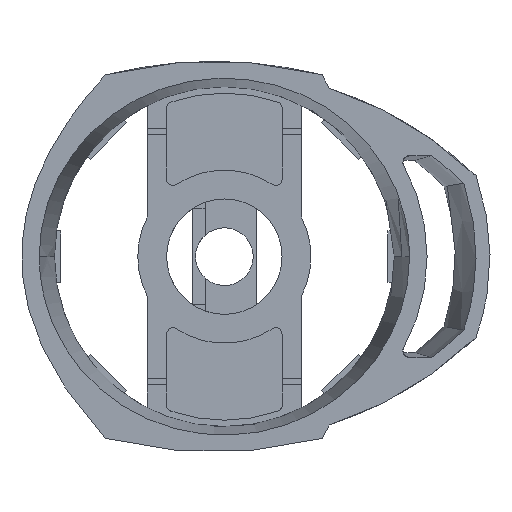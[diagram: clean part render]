
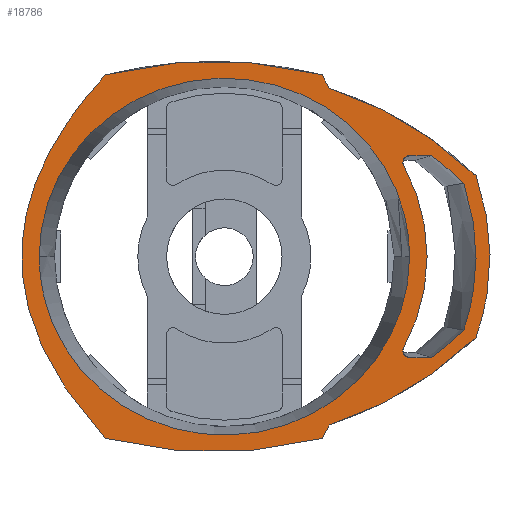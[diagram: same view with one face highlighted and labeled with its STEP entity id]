
A CAD part, left-side view. The second image highlights one B-rep face of the part: STEP entity #18786.
In plain terms, the highlighted planar face has unit normal (-1, 0, 0).
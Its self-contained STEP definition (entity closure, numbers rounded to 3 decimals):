
#1521=CARTESIAN_POINT(' ',(0.,18.53,-28.35));
#1526=CARTESIAN_POINT(' ',(0.,35.97,-9.45));
#1531=CARTESIAN_POINT(' ',(0.,35.97,9.45));
#1536=CARTESIAN_POINT(' ',(0.,18.53,28.35));
#1541=B_SPLINE_CURVE_WITH_KNOTS('',3,(#1521,#1526,#1531,#1536),.UNSPECIFIED.,.F.,.U.,(4,4),(0.,1.),.UNSPECIFIED.);
#1546=CARTESIAN_POINT(' ',(0.,18.53,-28.35));
#1547=VERTEX_POINT(' ',#1546);
#1551=CARTESIAN_POINT(' ',(0.,18.53,28.35));
#1552=VERTEX_POINT(' ',#1551);
#1556=EDGE_CURVE(' ',#1547,#1552,#1541,.T.);
#3526=CARTESIAN_POINT(' ',(0.,18.53,28.35));
#3531=CARTESIAN_POINT(' ',(0.,7.23,31.176));
#3536=CARTESIAN_POINT(' ',(0.,-4.033,31.176));
#3541=CARTESIAN_POINT(' ',(0.,-15.26,28.35));
#3546=B_SPLINE_CURVE_WITH_KNOTS('',3,(#3526,#3531,#3536,#3541),.UNSPECIFIED.,.F.,.U.,(4,4),(0.,1.),.UNSPECIFIED.);
#3551=CARTESIAN_POINT(' ',(0.,-15.26,28.35));
#3552=VERTEX_POINT(' ',#3551);
#3556=EDGE_CURVE(' ',#1552,#3552,#3546,.T.);
#4361=CARTESIAN_POINT(' ',(0.,-15.26,28.35));
#4366=DIRECTION(' ',(0.,-0.461,-0.888));
#4371=VECTOR(' ',#4366,1.);
#4376=LINE('',#4361,#4371);
#4381=CARTESIAN_POINT(' ',(0.,-16.35,26.25));
#4382=VERTEX_POINT(' ',#4381);
#4386=EDGE_CURVE(' ',#3552,#4382,#4376,.T.);
#8736=CARTESIAN_POINT(' ',(0.,-39.24,12.6));
#8737=VERTEX_POINT(' ',#8736);
#8761=CARTESIAN_POINT(' ',(0.,1.231,-29.249));
#8766=DIRECTION(' ',(1.,0.,0.));
#8771=DIRECTION(' ',(0.,-0.302,0.953));
#8776=AXIS2_PLACEMENT_3D(' ',#8761,#8766,#8771);
#8781=CIRCLE('',#8776,58.217);
#8786=EDGE_CURVE(' ',#4382,#8737,#8781,.T.);
#9536=CARTESIAN_POINT(' ',(0.,-39.24,-12.6));
#9537=VERTEX_POINT(' ',#9536);
#9561=CARTESIAN_POINT(' ',(0.,-39.24,12.6));
#9566=CARTESIAN_POINT(' ',(0.,-42.147,4.2));
#9571=CARTESIAN_POINT(' ',(0.,-42.147,-4.2));
#9576=CARTESIAN_POINT(' ',(0.,-39.24,-12.6));
#9581=B_SPLINE_CURVE_WITH_KNOTS('',3,(#9561,#9566,#9571,#9576),.UNSPECIFIED.,.F.,.U.,(4,4),(0.,1.),.UNSPECIFIED.);
#9586=EDGE_CURVE(' ',#8737,#9537,#9581,.T.);
#13861=CARTESIAN_POINT(' ',(0.,1.217,29.226));
#13866=DIRECTION(' ',(1.,0.,0.));
#13871=DIRECTION(' ',(0.,-0.695,-0.719));
#13876=AXIS2_PLACEMENT_3D(' ',#13861,#13866,#13871);
#13881=CIRCLE('',#13876,58.191);
#13886=CARTESIAN_POINT(' ',(0.,-16.35,-26.25));
#13887=VERTEX_POINT(' ',#13886);
#13891=EDGE_CURVE(' ',#9537,#13887,#13881,.T.);
#14706=CARTESIAN_POINT(' ',(0.,-15.26,-28.35));
#14707=VERTEX_POINT(' ',#14706);
#14731=CARTESIAN_POINT(' ',(0.,-16.35,-26.25));
#14736=DIRECTION(' ',(0.,0.461,-0.888));
#14741=VECTOR(' ',#14736,1.);
#14746=LINE('',#14731,#14741);
#14751=EDGE_CURVE(' ',#13887,#14707,#14746,.T.);
#16566=CARTESIAN_POINT(' ',(0.,-15.26,-28.35));
#16571=CARTESIAN_POINT(' ',(0.,-4.033,-31.176));
#16576=CARTESIAN_POINT(' ',(0.,7.23,-31.176));
#16581=CARTESIAN_POINT(' ',(0.,18.53,-28.35));
#16586=B_SPLINE_CURVE_WITH_KNOTS('',3,(#16566,#16571,#16576,#16581),.UNSPECIFIED.,.F.,.U.,(4,4),(0.,1.),.UNSPECIFIED.);
#16591=EDGE_CURVE(' ',#14707,#1547,#16586,.T.);
#18221=DIRECTION(' ',(-1.,0.,0.));
#18226=CARTESIAN_POINT(' ',(0.,31.884,-31.176));
#18231=DIRECTION(' ',(0.,-1.,0.));
#18236=AXIS2_PLACEMENT_3D(' ',#18226,#18221,#18231);
#18241=PLANE('',#18236);
#18246=ORIENTED_EDGE(' ',*,*,#9586,.F.);
#18251=ORIENTED_EDGE(' ',*,*,#8786,.F.);
#18256=ORIENTED_EDGE(' ',*,*,#4386,.F.);
#18261=ORIENTED_EDGE(' ',*,*,#3556,.F.);
#18266=ORIENTED_EDGE(' ',*,*,#1556,.F.);
#18271=ORIENTED_EDGE(' ',*,*,#16591,.F.);
#18276=ORIENTED_EDGE(' ',*,*,#14751,.F.);
#18281=ORIENTED_EDGE(' ',*,*,#13891,.F.);
#18286=EDGE_LOOP(' ',(#18246,#18251,#18256,#18261,#18266,#18271,#18276,#18281));
#18291=FACE_OUTER_BOUND(' ',#18286,.T.);
#18296=CARTESIAN_POINT(' ',(0.,-28.885,0.));
#18301=CARTESIAN_POINT(' ',(0.,-28.885,-7.033));
#18306=CARTESIAN_POINT(' ',(0.,-26.121,-13.792));
#18311=CARTESIAN_POINT(' ',(0.,-16.874,-23.388));
#18316=CARTESIAN_POINT(' ',(0.,-11.125,-26.391));
#18321=CARTESIAN_POINT(' ',(0.,1.333,-28.454));
#18326=CARTESIAN_POINT(' ',(0.,7.79,-27.478));
#18331=CARTESIAN_POINT(' ',(0.,18.994,-21.829));
#18336=CARTESIAN_POINT(' ',(0.,23.481,-17.29));
#18341=CARTESIAN_POINT(' ',(0.,27.927,-8.176));
#18346=CARTESIAN_POINT(' ',(0.,28.885,-4.078));
#18351=CARTESIAN_POINT(' ',(0.,28.885,0.));
#18356=B_SPLINE_CURVE_WITH_KNOTS('',3,(#18296,#18301,#18306,#18311,#18316,#18321,#18326,#18331,#18336,#18341,#18346,#18351),.UNSPECIFIED.,.F.,.U.,(4,2,2,2,2,4),(0.,0.239,0.446,0.654,0.861,1.),.UNSPECIFIED.);
#18361=CARTESIAN_POINT(' ',(0.,-28.885,0.));
#18362=VERTEX_POINT(' ',#18361);
#18366=CARTESIAN_POINT(' ',(0.,28.885,0.));
#18367=VERTEX_POINT(' ',#18366);
#18371=EDGE_CURVE(' ',#18362,#18367,#18356,.T.);
#18376=ORIENTED_EDGE(' ',*,*,#18371,.T.);
#18381=CARTESIAN_POINT(' ',(0.,28.885,0.));
#18386=CARTESIAN_POINT(' ',(0.,28.885,7.032));
#18391=CARTESIAN_POINT(' ',(0.,26.122,13.791));
#18396=CARTESIAN_POINT(' ',(0.,16.875,23.388));
#18401=CARTESIAN_POINT(' ',(0.,11.126,26.39));
#18406=CARTESIAN_POINT(' ',(0.,-1.331,28.454));
#18411=CARTESIAN_POINT(' ',(0.,-7.786,27.478));
#18416=CARTESIAN_POINT(' ',(0.,-18.985,21.836));
#18421=CARTESIAN_POINT(' ',(0.,-23.47,17.302));
#18426=CARTESIAN_POINT(' ',(0.,-27.92,8.197));
#18431=CARTESIAN_POINT(' ',(0.,-28.885,4.105));
#18436=CARTESIAN_POINT(' ',(0.,-28.885,0.));
#18441=B_SPLINE_CURVE_WITH_KNOTS('',3,(#18381,#18386,#18391,#18396,#18401,#18406,#18411,#18416,#18421,#18426,#18431,#18436),.UNSPECIFIED.,.F.,.U.,(4,2,2,2,2,4),(0.,0.239,0.446,0.654,0.861,1.),.UNSPECIFIED.);
#18446=EDGE_CURVE(' ',#18367,#18362,#18441,.T.);
#18451=ORIENTED_EDGE(' ',*,*,#18446,.T.);
#18456=EDGE_LOOP(' ',(#18376,#18451));
#18461=FACE_BOUND(' ',#18456,.T.);
#18466=CARTESIAN_POINT(' ',(0.,0.074,-27.598));
#18471=DIRECTION(' ',(1.,0.,0.));
#18476=DIRECTION(' ',(0.,-0.598,0.801));
#18481=AXIS2_PLACEMENT_3D(' ',#18466,#18471,#18476);
#18486=CIRCLE('',#18481,54.085);
#18491=CARTESIAN_POINT(' ',(0.,-32.269,15.75));
#18492=VERTEX_POINT(' ',#18491);
#18496=CARTESIAN_POINT(' ',(0.,-37.331,11.466));
#18497=VERTEX_POINT(' ',#18496);
#18501=EDGE_CURVE(' ',#18492,#18497,#18486,.T.);
#18506=ORIENTED_EDGE(' ',*,*,#18501,.T.);
#18511=CARTESIAN_POINT(' ',(0.,-37.331,11.466));
#18516=CARTESIAN_POINT(' ',(0.,-39.876,3.813));
#18521=CARTESIAN_POINT(' ',(0.,-39.876,-3.813));
#18526=CARTESIAN_POINT(' ',(0.,-37.331,-11.466));
#18531=B_SPLINE_CURVE_WITH_KNOTS('',3,(#18511,#18516,#18521,#18526),.UNSPECIFIED.,.F.,.U.,(4,4),(0.,1.),.UNSPECIFIED.);
#18536=CARTESIAN_POINT(' ',(0.,-37.331,-11.466));
#18537=VERTEX_POINT(' ',#18536);
#18541=EDGE_CURVE(' ',#18497,#18537,#18531,.T.);
#18546=ORIENTED_EDGE(' ',*,*,#18541,.T.);
#18551=CARTESIAN_POINT(' ',(0.,0.101,27.63));
#18556=DIRECTION(' ',(1.,0.,0.));
#18561=DIRECTION(' ',(0.,-0.692,-0.722));
#18566=AXIS2_PLACEMENT_3D(' ',#18551,#18556,#18561);
#18571=CIRCLE('',#18566,54.126);
#18576=CARTESIAN_POINT(' ',(0.,-32.269,-15.75));
#18577=VERTEX_POINT(' ',#18576);
#18581=EDGE_CURVE(' ',#18537,#18577,#18571,.T.);
#18586=ORIENTED_EDGE(' ',*,*,#18581,.T.);
#18591=CARTESIAN_POINT(' ',(0.,-32.269,-15.75));
#18596=DIRECTION(' ',(0.,1.,0.));
#18601=VECTOR(' ',#18596,1.);
#18606=LINE('',#18591,#18601);
#18611=CARTESIAN_POINT(' ',(0.,-28.921,-15.75));
#18612=VERTEX_POINT(' ',#18611);
#18616=EDGE_CURVE(' ',#18577,#18612,#18606,.T.);
#18621=ORIENTED_EDGE(' ',*,*,#18616,.T.);
#18626=CARTESIAN_POINT(' ',(0.,-28.89,-14.698));
#18631=DIRECTION(' ',(1.,0.,0.));
#18636=DIRECTION(' ',(0.,-0.03,-1.));
#18641=AXIS2_PLACEMENT_3D(' ',#18626,#18631,#18636);
#18646=CIRCLE('',#18641,1.053);
#18651=CARTESIAN_POINT(' ',(0.,-27.957,-14.21));
#18652=VERTEX_POINT(' ',#18651);
#18656=EDGE_CURVE(' ',#18612,#18652,#18646,.T.);
#18661=ORIENTED_EDGE(' ',*,*,#18656,.T.);
#18666=CARTESIAN_POINT(' ',(0.,-2.145,0.));
#18671=DIRECTION(' ',(-1.,0.,0.));
#18676=DIRECTION(' ',(0.,-0.876,-0.482));
#18681=AXIS2_PLACEMENT_3D(' ',#18666,#18671,#18676);
#18686=CIRCLE('',#18681,29.464);
#18691=CARTESIAN_POINT(' ',(0.,-27.957,14.21));
#18692=VERTEX_POINT(' ',#18691);
#18696=EDGE_CURVE(' ',#18652,#18692,#18686,.T.);
#18701=ORIENTED_EDGE(' ',*,*,#18696,.T.);
#18706=CARTESIAN_POINT(' ',(0.,-28.886,14.7));
#18711=DIRECTION(' ',(1.,0.,0.));
#18716=DIRECTION(' ',(0.,0.885,-0.466));
#18721=AXIS2_PLACEMENT_3D(' ',#18706,#18711,#18716);
#18726=CIRCLE('',#18721,1.051);
#18731=CARTESIAN_POINT(' ',(0.,-28.921,15.75));
#18732=VERTEX_POINT(' ',#18731);
#18736=EDGE_CURVE(' ',#18692,#18732,#18726,.T.);
#18741=ORIENTED_EDGE(' ',*,*,#18736,.T.);
#18746=CARTESIAN_POINT(' ',(0.,-28.921,15.75));
#18751=DIRECTION(' ',(0.,-1.,0.));
#18756=VECTOR(' ',#18751,1.);
#18761=LINE('',#18746,#18756);
#18766=EDGE_CURVE(' ',#18732,#18492,#18761,.T.);
#18771=ORIENTED_EDGE(' ',*,*,#18766,.T.);
#18776=EDGE_LOOP(' ',(#18506,#18546,#18586,#18621,#18661,#18701,#18741,#18771));
#18781=FACE_BOUND(' ',#18776,.T.);
#18786=ADVANCED_FACE('',(#18291,#18461,#18781),#18241,.T.);
